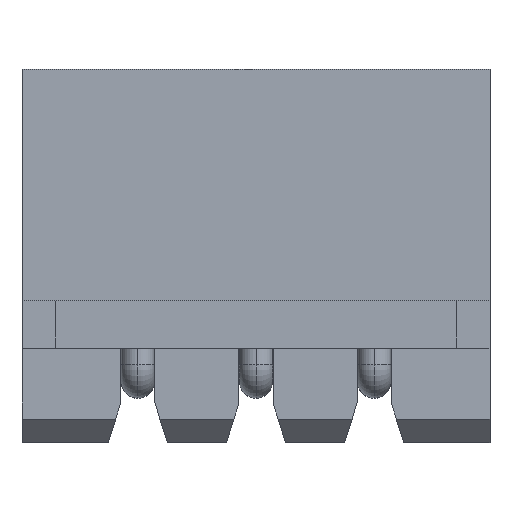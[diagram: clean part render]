
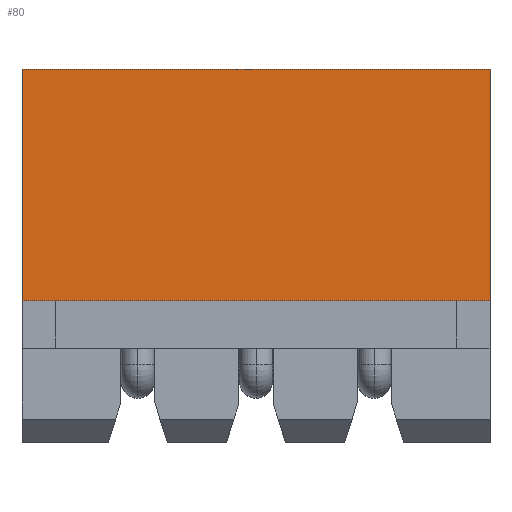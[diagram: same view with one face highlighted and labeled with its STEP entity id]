
A CAD part, top view. The second image highlights one B-rep face of the part: STEP entity #80.
In plain terms, the highlighted planar face has unit normal (0, 0, 1).
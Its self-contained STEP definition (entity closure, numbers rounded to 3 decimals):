
#80=ADVANCED_FACE('',(#228),#229,.T.);
#228=FACE_OUTER_BOUND('',#496,.T.);
#229=PLANE('',#497);
#496=EDGE_LOOP('',(#1219,#1220,#1221,#1222));
#497=AXIS2_PLACEMENT_3D('',#1223,#1224,#1225);
#1219=ORIENTED_EDGE('',*,*,#2148,.T.);
#1220=ORIENTED_EDGE('',*,*,#2111,.F.);
#1221=ORIENTED_EDGE('',*,*,#2136,.F.);
#1222=ORIENTED_EDGE('',*,*,#2149,.T.);
#1223=CARTESIAN_POINT('',(-4.95,-2.95,2.45));
#1224=DIRECTION('',(0.0,0.0,1.0));
#1225=DIRECTION('',(1.0,-0.0,0.0));
#2111=EDGE_CURVE('',#2438,#2440,#2441,.T.);
#2136=EDGE_CURVE('',#2486,#2438,#2488,.T.);
#2148=EDGE_CURVE('',#2510,#2440,#2511,.T.);
#2149=EDGE_CURVE('',#2486,#2510,#2512,.T.);
#2438=VERTEX_POINT('',#2912);
#2440=VERTEX_POINT('',#2915);
#2441=LINE('',#2916,#2917);
#2486=VERTEX_POINT('',#2985);
#2488=LINE('',#2988,#2989);
#2510=VERTEX_POINT('',#3022);
#2511=LINE('',#3023,#3024);
#2512=LINE('',#3025,#3026);
#2912=CARTESIAN_POINT('',(-4.95,2.95,2.45));
#2915=CARTESIAN_POINT('',(4.95,2.95,2.45));
#2916=CARTESIAN_POINT('',(-4.95,2.95,2.45));
#2917=VECTOR('',#3616,9.9);
#2985=CARTESIAN_POINT('',(-4.95,-1.95,2.45));
#2988=CARTESIAN_POINT('',(-4.95,-1.95,2.45));
#2989=VECTOR('',#3641,4.9);
#3022=CARTESIAN_POINT('',(4.95,-1.95,2.45));
#3023=CARTESIAN_POINT('',(4.95,-1.95,2.45));
#3024=VECTOR('',#3653,4.9);
#3025=CARTESIAN_POINT('',(-4.95,-1.95,2.45));
#3026=VECTOR('',#3654,9.9);
#3616=DIRECTION('',(1.0,0.0,0.0));
#3641=DIRECTION('',(0.0,1.0,0.0));
#3653=DIRECTION('',(0.0,1.0,0.0));
#3654=DIRECTION('',(1.0,0.0,0.0));
